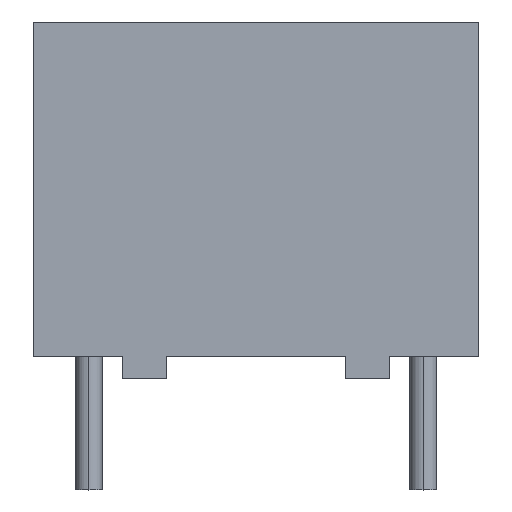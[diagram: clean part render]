
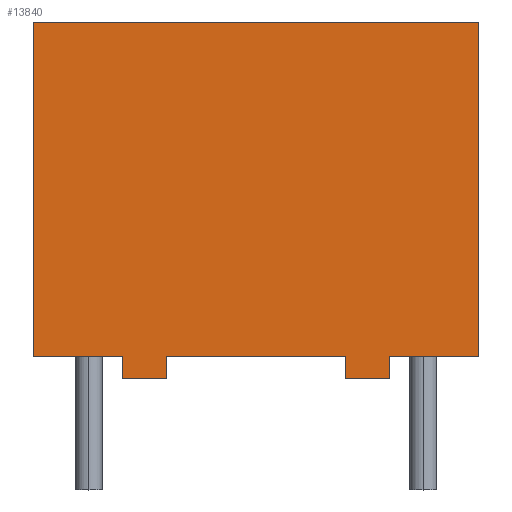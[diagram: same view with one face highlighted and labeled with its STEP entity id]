
A CAD part, top view. The second image highlights one B-rep face of the part: STEP entity #13840.
In plain terms, the highlighted planar face has unit normal (0, 0, 1).
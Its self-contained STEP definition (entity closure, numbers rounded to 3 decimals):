
#867 = CARTESIAN_POINT ( 'NONE',  ( 5., 0.5, 1.5 ) ) ;
#868 = CARTESIAN_POINT ( 'NONE',  ( -3., 0., 1.5 ) ) ;
#869 = CARTESIAN_POINT ( 'NONE',  ( -2., 0., 1.5 ) ) ;
#873 = CARTESIAN_POINT ( 'NONE',  ( -5., 0.5, 1.5 ) ) ;
#875 = CARTESIAN_POINT ( 'NONE',  ( 2., 0., 1.5 ) ) ;
#877 = CARTESIAN_POINT ( 'NONE',  ( -3., 0.5, 1.5 ) ) ;
#881 = CARTESIAN_POINT ( 'NONE',  ( 3., 0., 1.5 ) ) ;
#885 = CARTESIAN_POINT ( 'NONE',  ( -2., 0.5, 1.5 ) ) ;
#890 = CARTESIAN_POINT ( 'NONE',  ( 5., 8., 1.5 ) ) ;
#905 = CARTESIAN_POINT ( 'NONE',  ( -5., 8., 1.5 ) ) ;
#910 = CARTESIAN_POINT ( 'NONE',  ( 2., 0.5, 1.5 ) ) ;
#1114 = CARTESIAN_POINT ( 'NONE',  ( 3., 0.5, 1.5 ) ) ;
#1225 = VERTEX_POINT ( 'NONE', #1114 ) ;
#1643 = ORIENTED_EDGE ( 'NONE', *, *, #13376, .F. ) ;
#1644 = ORIENTED_EDGE ( 'NONE', *, *, #13517, .F. ) ;
#1645 = ORIENTED_EDGE ( 'NONE', *, *, #13621, .F. ) ;
#1646 = ORIENTED_EDGE ( 'NONE', *, *, #13597, .F. ) ;
#1647 = ORIENTED_EDGE ( 'NONE', *, *, #13627, .F. ) ;
#1648 = ORIENTED_EDGE ( 'NONE', *, *, #13567, .F. ) ;
#1649 = ORIENTED_EDGE ( 'NONE', *, *, #13463, .F. ) ;
#1650 = ORIENTED_EDGE ( 'NONE', *, *, #13473, .F. ) ;
#1652 = ORIENTED_EDGE ( 'NONE', *, *, #13578, .F. ) ;
#1653 = ORIENTED_EDGE ( 'NONE', *, *, #13360, .F. ) ;
#1654 = ORIENTED_EDGE ( 'NONE', *, *, #13372, .F. ) ;
#1655 = ORIENTED_EDGE ( 'NONE', *, *, #13658, .F. ) ;
#1664 = VERTEX_POINT ( 'NONE', #910 ) ;
#1669 = VERTEX_POINT ( 'NONE', #905 ) ;
#1682 = VERTEX_POINT ( 'NONE', #890 ) ;
#1687 = VERTEX_POINT ( 'NONE', #885 ) ;
#1689 = VERTEX_POINT ( 'NONE', #881 ) ;
#1692 = VERTEX_POINT ( 'NONE', #877 ) ;
#1694 = VERTEX_POINT ( 'NONE', #875 ) ;
#1695 = VERTEX_POINT ( 'NONE', #873 ) ;
#1696 = VERTEX_POINT ( 'NONE', #869 ) ;
#1697 = VERTEX_POINT ( 'NONE', #868 ) ;
#1698 = VERTEX_POINT ( 'NONE', #867 ) ;
#6595 = EDGE_LOOP ( 'NONE', ( #1643, #1644, #1645, #1646, #1647, #1648, #1649, #1650, #1652, #1653, #1654, #1655 ) ) ;
#9030 = LINE ( 'NONE', #9031, #11874 ) ;
#9031 = CARTESIAN_POINT ( 'NONE',  ( -2., 8., 1.5 ) ) ;
#9032 = DIRECTION ( 'NONE',  ( 0., -1., 0. ) ) ;
#9171 = LINE ( 'NONE', #9173, #11856 ) ;
#9173 = CARTESIAN_POINT ( 'NONE',  ( 5., 8., 1.5 ) ) ;
#9175 = DIRECTION ( 'NONE',  ( 0., -1., 0. ) ) ;
#9292 = LINE ( 'NONE', #9294, #11890 ) ;
#9294 = CARTESIAN_POINT ( 'NONE',  ( -3., 8., 1.5 ) ) ;
#9295 = DIRECTION ( 'NONE',  ( 0., 1., 0. ) ) ;
#9306 = LINE ( 'NONE', #9348, #11859 ) ;
#9348 = CARTESIAN_POINT ( 'NONE',  ( -5., 0.5, 1.5 ) ) ;
#9349 = DIRECTION ( 'NONE',  ( -1., 0., 0. ) ) ;
#9368 = LINE ( 'NONE', #9370, #11924 ) ;
#9370 = CARTESIAN_POINT ( 'NONE',  ( -5., 8., 1.5 ) ) ;
#9371 = DIRECTION ( 'NONE',  ( 0., 1., 0. ) ) ;
#9425 = LINE ( 'NONE', #9426, #11951 ) ;
#9426 = CARTESIAN_POINT ( 'NONE',  ( -5., 8., 1.5 ) ) ;
#9427 = DIRECTION ( 'NONE',  ( 1., 0., 0. ) ) ;
#9437 = LINE ( 'NONE', #9438, #11962 ) ;
#9438 = CARTESIAN_POINT ( 'NONE',  ( -5., 0.5, 1.5 ) ) ;
#9439 = DIRECTION ( 'NONE',  ( -1., 0., 0. ) ) ;
#9523 = LINE ( 'NONE', #9525, #11970 ) ;
#9525 = CARTESIAN_POINT ( 'NONE',  ( 3., 8., 1.5 ) ) ;
#9526 = DIRECTION ( 'NONE',  ( 0., -1., 0. ) ) ;
#9905 = LINE ( 'NONE', #9932, #11948 ) ;
#9928 = LINE ( 'NONE', #9930, #11941 ) ;
#9930 = CARTESIAN_POINT ( 'NONE',  ( 2., 8., 1.5 ) ) ;
#9931 = DIRECTION ( 'NONE',  ( 0., 1., 0. ) ) ;
#9932 = CARTESIAN_POINT ( 'NONE',  ( -5., 0., 1.5 ) ) ;
#9933 = DIRECTION ( 'NONE',  ( -1., 0., 0. ) ) ;
#9939 = LINE ( 'NONE', #9940, #11937 ) ;
#9940 = CARTESIAN_POINT ( 'NONE',  ( -5., 0.5, 1.5 ) ) ;
#9941 = DIRECTION ( 'NONE',  ( -1., 0., 0. ) ) ;
#10136 = LINE ( 'NONE', #10138, #11897 ) ;
#10138 = CARTESIAN_POINT ( 'NONE',  ( -5., 0., 1.5 ) ) ;
#10139 = DIRECTION ( 'NONE',  ( -1., 0., 0. ) ) ;
#11856 = VECTOR ( 'NONE', #9175, 1000. ) ;
#11859 = VECTOR ( 'NONE', #9349, 1000. ) ;
#11874 = VECTOR ( 'NONE', #9032, 1000. ) ;
#11890 = VECTOR ( 'NONE', #9295, 1000. ) ;
#11897 = VECTOR ( 'NONE', #10139, 1000. ) ;
#11924 = VECTOR ( 'NONE', #9371, 1000. ) ;
#11937 = VECTOR ( 'NONE', #9941, 1000. ) ;
#11941 = VECTOR ( 'NONE', #9931, 1000. ) ;
#11948 = VECTOR ( 'NONE', #9933, 1000. ) ;
#11951 = VECTOR ( 'NONE', #9427, 1000. ) ;
#11962 = VECTOR ( 'NONE', #9439, 1000. ) ;
#11970 = VECTOR ( 'NONE', #9526, 1000. ) ;
#12883 = FACE_OUTER_BOUND ( 'NONE', #6595, .T. ) ;
#12932 = PLANE ( 'NONE',  #14242 ) ;
#12942 = CARTESIAN_POINT ( 'NONE',  ( -5., 8., 1.5 ) ) ;
#12943 = DIRECTION ( 'NONE',  ( 0., 0., -1. ) ) ;
#12944 = DIRECTION ( 'NONE',  ( -1., 0., 0. ) ) ;
#13360 = EDGE_CURVE ( 'NONE', #1694, #1664, #9928, .T. ) ;
#13372 = EDGE_CURVE ( 'NONE', #1689, #1694, #9905, .T. ) ;
#13376 = EDGE_CURVE ( 'NONE', #1698, #1225, #9939, .T. ) ;
#13463 = EDGE_CURVE ( 'NONE', #1696, #1697, #10136, .T. ) ;
#13473 = EDGE_CURVE ( 'NONE', #1687, #1696, #9030, .T. ) ;
#13517 = EDGE_CURVE ( 'NONE', #1682, #1698, #9171, .T. ) ;
#13567 = EDGE_CURVE ( 'NONE', #1697, #1692, #9292, .T. ) ;
#13578 = EDGE_CURVE ( 'NONE', #1664, #1687, #9306, .T. ) ;
#13597 = EDGE_CURVE ( 'NONE', #1695, #1669, #9368, .T. ) ;
#13621 = EDGE_CURVE ( 'NONE', #1669, #1682, #9425, .T. ) ;
#13627 = EDGE_CURVE ( 'NONE', #1692, #1695, #9437, .T. ) ;
#13658 = EDGE_CURVE ( 'NONE', #1225, #1689, #9523, .T. ) ;
#13840 = ADVANCED_FACE ( 'NONE', ( #12883 ), #12932, .F. ) ;
#14242 = AXIS2_PLACEMENT_3D ( 'NONE', #12942, #12943, #12944 ) ;
